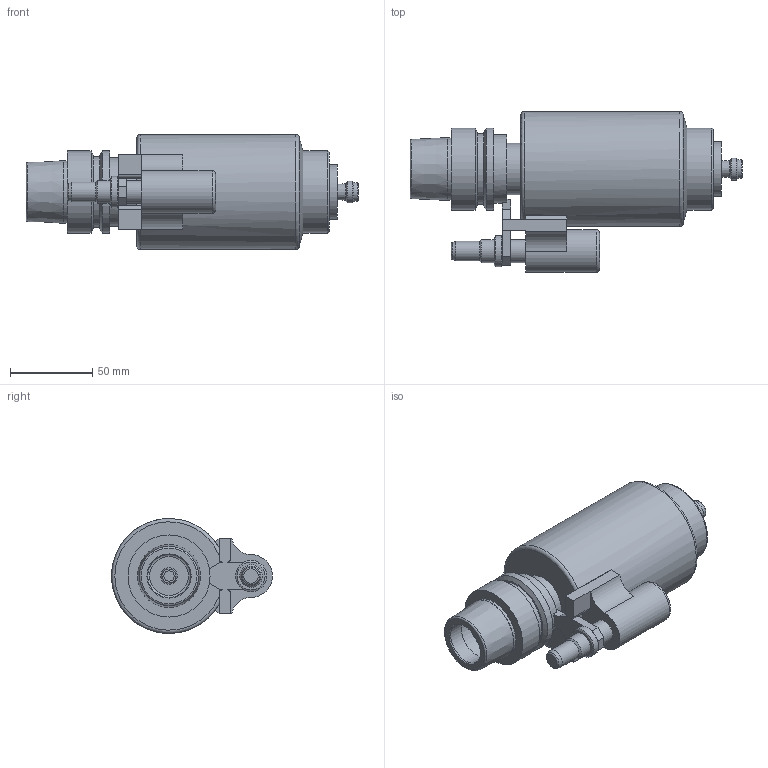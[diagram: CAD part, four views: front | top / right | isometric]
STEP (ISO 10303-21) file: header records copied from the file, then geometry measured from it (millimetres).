
FILE_DESCRIPTION(/* description */ (''),/* implementation_level */ '2;1');
FILE_NAME(/* name */ 'HSK50A-BMA-165.stp',/* time_stamp */ '2022-08-02T16:44:33+09:00',/* author */ ('AIS-12'),/* organization */ (''),/* preprocessor_version */ 'ST-DEVELOPER v17.2',/* originating_system */ 'Autodesk Inventor 2019',/* authorisation */ '');
FILE_SCHEMA (('AUTOMOTIVE_DESIGN { 1 0 10303 214 3 1 1 }'));
Length unit declared in the file: millimetre
Products named in the file (1): HSK50A-BMA-165
Bounding box: 202.31 x 98 x 70 mm (x, y, z)
Volume: 539501.8 mm3; surface area: 57777.9 mm2
Topology: 1 solids, 1 shells, 102 faces, 296 edges, 205 vertices
Faces by surface type: plane 52, cylinder 27, cone 14, torus 9
Full cylindrical faces by diameter (mm): 6.4 x1, 10 x1, 11.5 x1, 12 x1, 13.4 x1, 14 x2, 19 x1, 26 x2, 26.6 x1, 31.5 x1, 32 x1, 33 x1, 37.9 x1, 41.5 x1, 43 x1, 50 x3, 70 x1
Entity records: 3551 total; most frequent: DIRECTION 656, CARTESIAN_POINT 626, ORIENTED_EDGE 592, EDGE_CURVE 296, AXIS2_PLACEMENT_3D 259, VERTEX_POINT 205, CIRCLE 156, LINE 138
